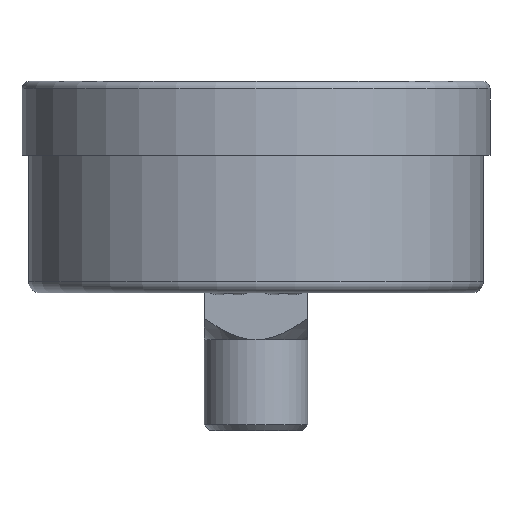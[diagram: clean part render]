
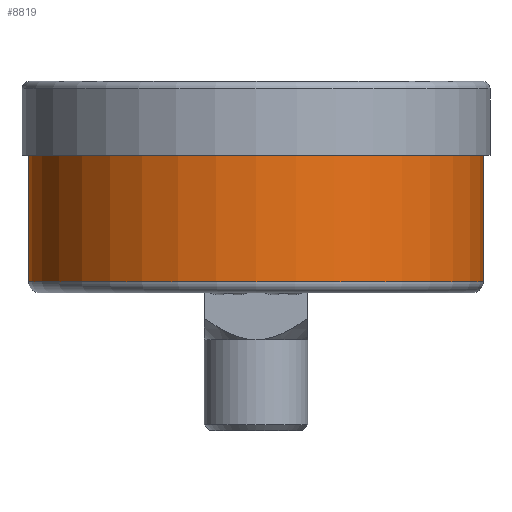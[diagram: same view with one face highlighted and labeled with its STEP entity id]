
A CAD part, front view. The second image highlights one B-rep face of the part: STEP entity #8819.
In plain terms, the highlighted cylindrical face has radius 30.747 mm (diameter 61.493 mm), a full revolution.
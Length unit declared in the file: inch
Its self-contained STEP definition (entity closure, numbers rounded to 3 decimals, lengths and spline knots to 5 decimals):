
#21 = EDGE_CURVE ( 'NONE', #3201, #3201, #46, .T. ) ;
#46 = CIRCLE ( 'NONE', #2355, 1.2105 ) ;
#320 = DIRECTION ( 'NONE',  ( 0., 0., 1. ) ) ;
#370 = DIRECTION ( 'NONE',  ( 1., 0., 0. ) ) ;
#896 = CARTESIAN_POINT ( 'NONE',  ( 0., 0., -1.125 ) ) ;
#1753 = CARTESIAN_POINT ( 'NONE',  ( 1.2105, 0., -1.065 ) ) ;
#1794 = CIRCLE ( 'NONE', #2136, 1.2105 ) ;
#2084 = CARTESIAN_POINT ( 'NONE',  ( 0., 0., -0.394 ) ) ;
#2086 = CARTESIAN_POINT ( 'NONE',  ( 0., 0., -1.065 ) ) ;
#2136 = AXIS2_PLACEMENT_3D ( 'NONE', #2084, #4377, #370 ) ;
#2355 = AXIS2_PLACEMENT_3D ( 'NONE', #2086, #320, #7384 ) ;
#2624 = VERTEX_POINT ( 'NONE', #5749 ) ;
#3201 = VERTEX_POINT ( 'NONE', #1753 ) ;
#3221 = FACE_OUTER_BOUND ( 'NONE', #4162, .T. ) ;
#4162 = EDGE_LOOP ( 'NONE', ( #9087 ) ) ;
#4377 = DIRECTION ( 'NONE',  ( 0., 0., -1. ) ) ;
#4747 = AXIS2_PLACEMENT_3D ( 'NONE', #896, #8664, #7056 ) ;
#5749 = CARTESIAN_POINT ( 'NONE',  ( 1.2105, 0., -0.394 ) ) ;
#6392 = CYLINDRICAL_SURFACE ( 'NONE', #4747, 1.2105 ) ;
#7056 = DIRECTION ( 'NONE',  ( 1., 0., 0. ) ) ;
#7384 = DIRECTION ( 'NONE',  ( 1., 0., 0. ) ) ;
#7574 = EDGE_LOOP ( 'NONE', ( #8574 ) ) ;
#7999 = FACE_OUTER_BOUND ( 'NONE', #7574, .T. ) ;
#8574 = ORIENTED_EDGE ( 'NONE', *, *, #9862, .T. ) ;
#8664 = DIRECTION ( 'NONE',  ( 0., 0., 1. ) ) ;
#8819 = ADVANCED_FACE ( 'NONE', ( #3221, #7999 ), #6392, .T. ) ;
#9087 = ORIENTED_EDGE ( 'NONE', *, *, #21, .T. ) ;
#9862 = EDGE_CURVE ( 'NONE', #2624, #2624, #1794, .T. ) ;
